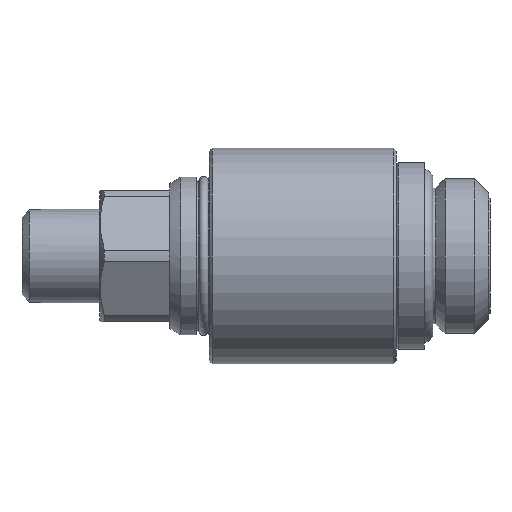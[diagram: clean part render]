
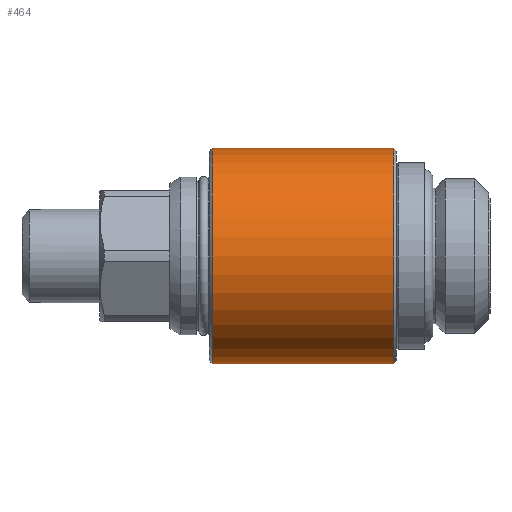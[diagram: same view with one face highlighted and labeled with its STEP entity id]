
A CAD part, left-side view. The second image highlights one B-rep face of the part: STEP entity #464.
In plain terms, the highlighted cylindrical face has radius 11.5 mm (diameter 23 mm), a full revolution.
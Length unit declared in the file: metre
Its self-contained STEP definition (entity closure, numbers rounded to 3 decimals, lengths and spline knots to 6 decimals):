
#464 = ADVANCED_FACE( 'NONE', ( #1027, #1028, #1029 ), #1030, .T. );
#1027 = FACE_OUTER_BOUND( '', #2698, .T. );
#1028 = FACE_OUTER_BOUND( '', #2699, .T. );
#1029 = FACE_BOUND( '', #2700, .T. );
#1030 = CYLINDRICAL_SURFACE( '', #2701, 0.0115 );
#2698 = EDGE_LOOP( '', ( #4512 ) );
#2699 = EDGE_LOOP( '', ( #4513 ) );
#2700 = EDGE_LOOP( '', ( #4514, #4515 ) );
#2701 = AXIS2_PLACEMENT_3D( '', #4516, #4517, #4518 );
#4512 = ORIENTED_EDGE( '', *, *, #5603, .T. );
#4513 = ORIENTED_EDGE( '', *, *, #5614, .F. );
#4514 = ORIENTED_EDGE( '', *, *, #5201, .T. );
#4515 = ORIENTED_EDGE( '', *, *, #5548, .T. );
#4516 = CARTESIAN_POINT( '', ( 0., 0.010419, 0. ) );
#4517 = DIRECTION( '', ( 0., -1., 0. ) );
#4518 = DIRECTION( '', ( 0., 0., -1. ) );
#5201 = EDGE_CURVE( 'NONE', #5832, #5829, #5833, .T. );
#5548 = EDGE_CURVE( 'NONE', #5829, #5832, #6400, .T. );
#5603 = EDGE_CURVE( 'NONE', #6472, #6472, #6473, .T. );
#5614 = EDGE_CURVE( 'NONE', #6487, #6487, #6488, .T. );
#5829 = VERTEX_POINT( 'NONE', #6883 );
#5832 = VERTEX_POINT( 'NONE', #6901 );
#5833 = B_SPLINE_CURVE_WITH_KNOTS( '', 3, ( #6902, #6903, #6904, #6905, #6906, #6907, #6908, #6909, #6910, #6911, #6912, #6913, #6914, #6915, #6916, #6917, #6918, #6919, #6920, #6921, #6922, #6923, #6924, #6925, #6926, #6927 ), .UNSPECIFIED., .F., .F., ( 4, 1, 1, 1, 1, 1, 1, 1, 1, 1, 1, 1, 1, 1, 1, 1, 1, 1, 1, 1, 1, 1, 1, 4 ), ( 0., 0.00883, 0.015629, 0.031258, 0.0625, 0.124917, 0.187353, 0.24987, 0.312389, 0.374906, 0.437425, 0.499943, 0.562461, 0.62498, 0.687497, 0.750016, 0.812534, 0.874969, 0.90647, 0.937488, 0.96874, 0.984366, 0.992181, 1. ), .UNSPECIFIED. );
#6400 = B_SPLINE_CURVE_WITH_KNOTS( '', 3, ( #8912, #8913, #8914, #8915, #8916, #8917, #8918, #8919, #8920, #8921, #8922, #8923, #8924, #8925, #8926, #8927, #8928, #8929, #8930, #8931, #8932, #8933, #8934, #8935, #8936, #8937 ), .UNSPECIFIED., .F., .F., ( 4, 1, 1, 1, 1, 1, 1, 1, 1, 1, 1, 1, 1, 1, 1, 1, 1, 1, 1, 1, 1, 1, 1, 4 ), ( 0., 0.00883, 0.015629, 0.031258, 0.0625, 0.124917, 0.187353, 0.24987, 0.312389, 0.374906, 0.437425, 0.499942, 0.56246, 0.624979, 0.687497, 0.750016, 0.812534, 0.874969, 0.90647, 0.937488, 0.96874, 0.984366, 0.992181, 1. ), .UNSPECIFIED. );
#6472 = VERTEX_POINT( '', #9117 );
#6473 = CIRCLE( '', #9118, 0.0115 );
#6487 = VERTEX_POINT( '', #9148 );
#6488 = CIRCLE( '', #9149, 0.0115 );
#6883 = CARTESIAN_POINT( '', ( 0.0115, 0.0133, 0. ) );
#6901 = CARTESIAN_POINT( '', ( 0.0115, 0.0273, 0. ) );
#6902 = CARTESIAN_POINT( '', ( 0.0115, 0.0273, 0. ) );
#6903 = CARTESIAN_POINT( '', ( 0.0115, 0.027299, -0.000065 ) );
#6904 = CARTESIAN_POINT( '', ( 0.011499, 0.027298, -0.00018 ) );
#6905 = CARTESIAN_POINT( '', ( 0.011494, 0.027289, -0.000409 ) );
#6906 = CARTESIAN_POINT( '', ( 0.011476, 0.027257, -0.000801 ) );
#6907 = CARTESIAN_POINT( '', ( 0.011405, 0.027129, -0.001592 ) );
#6908 = CARTESIAN_POINT( '', ( 0.011209, 0.02677, -0.002675 ) );
#6909 = CARTESIAN_POINT( '', ( 0.010862, 0.026098, -0.003835 ) );
#6910 = CARTESIAN_POINT( '', ( 0.010454, 0.025223, -0.004827 ) );
#6911 = CARTESIAN_POINT( '', ( 0.010036, 0.024178, -0.005634 ) );
#6912 = CARTESIAN_POINT( '', ( 0.009666, 0.022988, -0.006239 ) );
#6913 = CARTESIAN_POINT( '', ( 0.009405, 0.02168, -0.006621 ) );
#6914 = CARTESIAN_POINT( '', ( 0.009309, 0.0203, -0.006752 ) );
#6915 = CARTESIAN_POINT( '', ( 0.009405, 0.01892, -0.006621 ) );
#6916 = CARTESIAN_POINT( '', ( 0.009666, 0.017612, -0.006239 ) );
#6917 = CARTESIAN_POINT( '', ( 0.010036, 0.016422, -0.005634 ) );
#6918 = CARTESIAN_POINT( '', ( 0.010454, 0.015378, -0.004827 ) );
#6919 = CARTESIAN_POINT( '', ( 0.010862, 0.014503, -0.003835 ) );
#6920 = CARTESIAN_POINT( '', ( 0.011151, 0.013941, -0.002865 ) );
#6921 = CARTESIAN_POINT( '', ( 0.011327, 0.013614, -0.002024 ) );
#6922 = CARTESIAN_POINT( '', ( 0.011425, 0.013435, -0.001365 ) );
#6923 = CARTESIAN_POINT( '', ( 0.011476, 0.013342, -0.000802 ) );
#6924 = CARTESIAN_POINT( '', ( 0.011494, 0.013311, -0.000402 ) );
#6925 = CARTESIAN_POINT( '', ( 0.011499, 0.013304, -0.000172 ) );
#6926 = CARTESIAN_POINT( '', ( 0.0115, 0.013301, -0.000057 ) );
#6927 = CARTESIAN_POINT( '', ( 0.0115, 0.0133, 0. ) );
#8912 = CARTESIAN_POINT( '', ( 0.0115, 0.0133, 0. ) );
#8913 = CARTESIAN_POINT( '', ( 0.0115, 0.013301, 0.000065 ) );
#8914 = CARTESIAN_POINT( '', ( 0.011499, 0.013302, 0.00018 ) );
#8915 = CARTESIAN_POINT( '', ( 0.011494, 0.013311, 0.000409 ) );
#8916 = CARTESIAN_POINT( '', ( 0.011476, 0.013343, 0.000801 ) );
#8917 = CARTESIAN_POINT( '', ( 0.011405, 0.013471, 0.001592 ) );
#8918 = CARTESIAN_POINT( '', ( 0.011209, 0.01383, 0.002675 ) );
#8919 = CARTESIAN_POINT( '', ( 0.010862, 0.014503, 0.003835 ) );
#8920 = CARTESIAN_POINT( '', ( 0.010454, 0.015377, 0.004827 ) );
#8921 = CARTESIAN_POINT( '', ( 0.010036, 0.016422, 0.005634 ) );
#8922 = CARTESIAN_POINT( '', ( 0.009666, 0.017612, 0.006239 ) );
#8923 = CARTESIAN_POINT( '', ( 0.009405, 0.01892, 0.006621 ) );
#8924 = CARTESIAN_POINT( '', ( 0.009309, 0.0203, 0.006752 ) );
#8925 = CARTESIAN_POINT( '', ( 0.009405, 0.02168, 0.006621 ) );
#8926 = CARTESIAN_POINT( '', ( 0.009666, 0.022988, 0.006239 ) );
#8927 = CARTESIAN_POINT( '', ( 0.010036, 0.024178, 0.005634 ) );
#8928 = CARTESIAN_POINT( '', ( 0.010454, 0.025222, 0.004827 ) );
#8929 = CARTESIAN_POINT( '', ( 0.010862, 0.026097, 0.003835 ) );
#8930 = CARTESIAN_POINT( '', ( 0.011151, 0.026659, 0.002865 ) );
#8931 = CARTESIAN_POINT( '', ( 0.011327, 0.026986, 0.002024 ) );
#8932 = CARTESIAN_POINT( '', ( 0.011425, 0.027165, 0.001365 ) );
#8933 = CARTESIAN_POINT( '', ( 0.011476, 0.027258, 0.000802 ) );
#8934 = CARTESIAN_POINT( '', ( 0.011494, 0.027289, 0.000402 ) );
#8935 = CARTESIAN_POINT( '', ( 0.011499, 0.027296, 0.000172 ) );
#8936 = CARTESIAN_POINT( '', ( 0.0115, 0.027299, 0.000057 ) );
#8937 = CARTESIAN_POINT( '', ( 0.0115, 0.0273, 0. ) );
#9117 = CARTESIAN_POINT( '', ( 0., 0.03, -0.0115 ) );
#9118 = AXIS2_PLACEMENT_3D( '', #9926, #9927, #9928 );
#9148 = CARTESIAN_POINT( '', ( 0., 0.0106, -0.0115 ) );
#9149 = AXIS2_PLACEMENT_3D( '', #9937, #9938, #9939 );
#9926 = CARTESIAN_POINT( '', ( 0., 0.03, 0. ) );
#9927 = DIRECTION( '', ( 0., -1., 0. ) );
#9928 = DIRECTION( '', ( 0., 0., -1. ) );
#9937 = CARTESIAN_POINT( '', ( 0., 0.0106, 0. ) );
#9938 = DIRECTION( '', ( 0., -1., 0. ) );
#9939 = DIRECTION( '', ( 0., 0., -1. ) );
